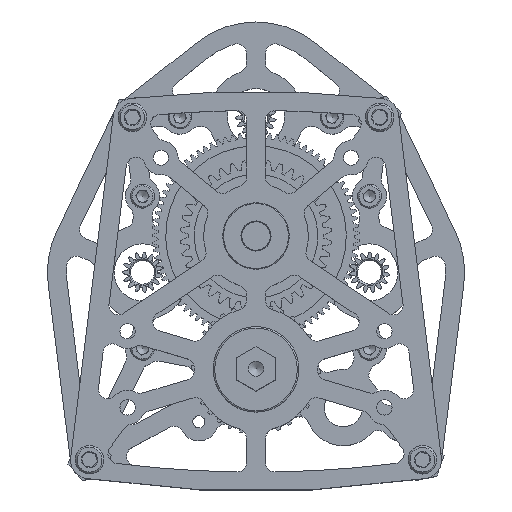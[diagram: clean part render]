
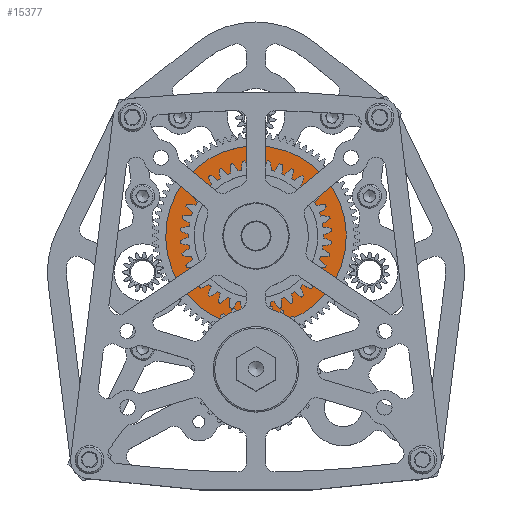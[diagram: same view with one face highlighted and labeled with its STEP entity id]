
A CAD part, top view. The second image highlights one B-rep face of the part: STEP entity #15377.
In plain terms, the highlighted face is planar.
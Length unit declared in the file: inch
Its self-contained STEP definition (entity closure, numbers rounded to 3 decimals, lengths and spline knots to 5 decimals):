
#1078 = VERTEX_POINT ( 'NONE', #34999 ) ;
#2884 = DIRECTION ( 'NONE',  ( 0., 0., -1. ) ) ;
#6109 = DIRECTION ( 'NONE',  ( 1., 0., 0. ) ) ;
#6406 = CARTESIAN_POINT ( 'NONE',  ( 0.3, 0., -0.2625 ) ) ;
#9894 = CARTESIAN_POINT ( 'NONE',  ( 0.3, 0., 0. ) ) ;
#13177 = AXIS2_PLACEMENT_3D ( 'NONE', #9894, #35731, #13585 ) ;
#13550 = VERTEX_POINT ( 'NONE', #6406 ) ;
#13585 = DIRECTION ( 'NONE',  ( 0., 0., -1. ) ) ;
#14618 = EDGE_LOOP ( 'NONE', ( #21416 ) ) ;
#15377 = ADVANCED_FACE ( 'NONE', ( #46485, #47654 ), #35822, .T. ) ;
#16928 = EDGE_CURVE ( 'NONE', #1078, #1078, #42943, .T. ) ;
#19740 = AXIS2_PLACEMENT_3D ( 'NONE', #47147, #24988, #2884 ) ;
#21106 = DIRECTION ( 'NONE',  ( 0., 0., -1. ) ) ;
#21416 = ORIENTED_EDGE ( 'NONE', *, *, #37836, .F. ) ;
#24988 = DIRECTION ( 'NONE',  ( 1., 0., 0. ) ) ;
#29510 = ORIENTED_EDGE ( 'NONE', *, *, #16928, .T. ) ;
#30483 = AXIS2_PLACEMENT_3D ( 'NONE', #39524, #6109, #21106 ) ;
#34999 = CARTESIAN_POINT ( 'NONE',  ( 0.3, 0., -1.1875 ) ) ;
#35731 = DIRECTION ( 'NONE',  ( 1., 0., 0. ) ) ;
#35822 = PLANE ( 'NONE',  #30483 ) ;
#37836 = EDGE_CURVE ( 'NONE', #13550, #13550, #39430, .T. ) ;
#39430 = CIRCLE ( 'NONE', #13177, 0.2625 ) ;
#39524 = CARTESIAN_POINT ( 'NONE',  ( 0.3, 0., 0. ) ) ;
#41361 = EDGE_LOOP ( 'NONE', ( #29510 ) ) ;
#42943 = CIRCLE ( 'NONE', #19740, 1.1875 ) ;
#46485 = FACE_BOUND ( 'NONE', #14618, .T. ) ;
#47147 = CARTESIAN_POINT ( 'NONE',  ( 0.3, 0., 0. ) ) ;
#47654 = FACE_OUTER_BOUND ( 'NONE', #41361, .T. ) ;
